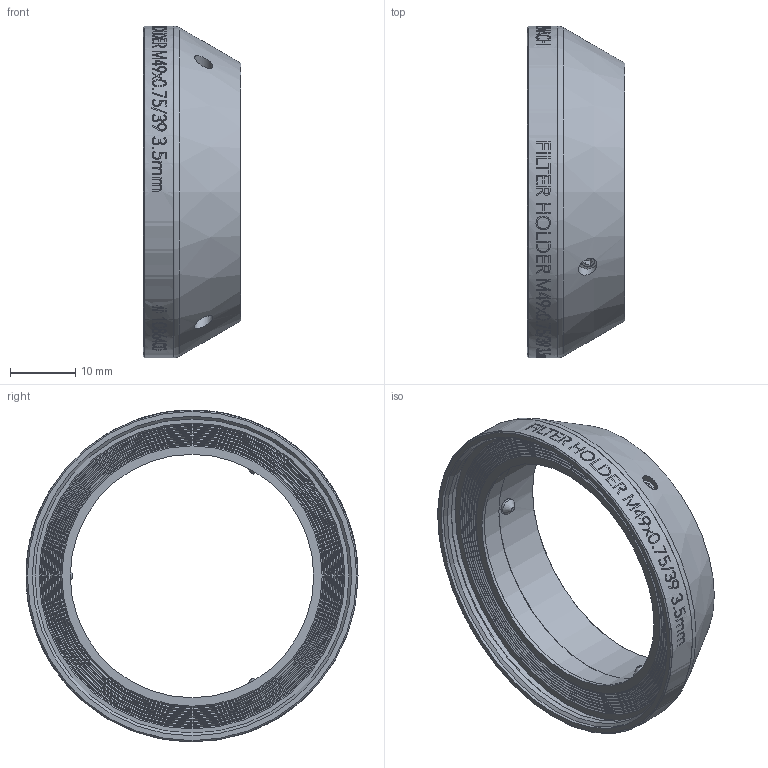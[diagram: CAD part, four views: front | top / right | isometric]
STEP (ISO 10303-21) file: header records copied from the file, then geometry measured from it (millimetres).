
FILE_DESCRIPTION(/* description */ (''),/* implementation_level */ '2;1');
FILE_NAME(/* name */ '1086400_00164976_001.stp',/* time_stamp */ '2022-04-28T08:02:47+02:00',/* author */ (''),/* organization */ (''),/* preprocessor_version */ 'ST-DEVELOPER v16',/* originating_system */ 'SIEMENS PLM Software NX 10.0',/* authorisation */ '');
FILE_SCHEMA (('AP203_CONFIGURATION_CONTROLLED_3D_DESIGN_OF_MECHANICAL_PARTS_AND_ASSEMBLIES_MIM_LF { 1 0 10303 403 2 1 2}'));
Length unit declared in the file: millimetre
Products named in the file (1): Froe298C156E1b8v
Bounding box: 15 x 51.01 x 51.01 mm (x, y, z)
Volume: 6389.9 mm3; surface area: 6445.4 mm2
Topology: 1 solids, 2 shells, 165 faces, 638 edges, 568 vertices
Faces by surface type: cylinder 94, plane 36, cone 26, torus 9
Full cylindrical faces by diameter (mm): 2.1 x3, 2.5 x3, 2.8 x3, 37.4 x1, 39 x1, 39.2 x1, 48.26 x1, 49.1 x2, 51 x1, 51.01 x1
Entity records: 8477 total; most frequent: CARTESIAN_POINT 3836, ORIENTED_EDGE 1124, EDGE_CURVE 563, VERTEX_POINT 545, DIRECTION 510, B_SPLINE_CURVE_WITH_KNOTS 447, EDGE_LOOP 312, FACE_BOUND 231
